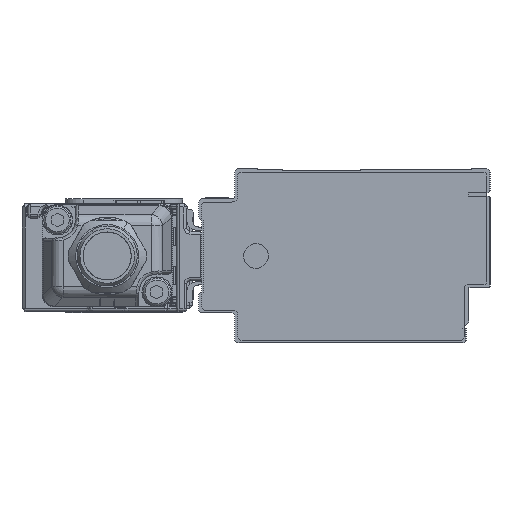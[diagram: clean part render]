
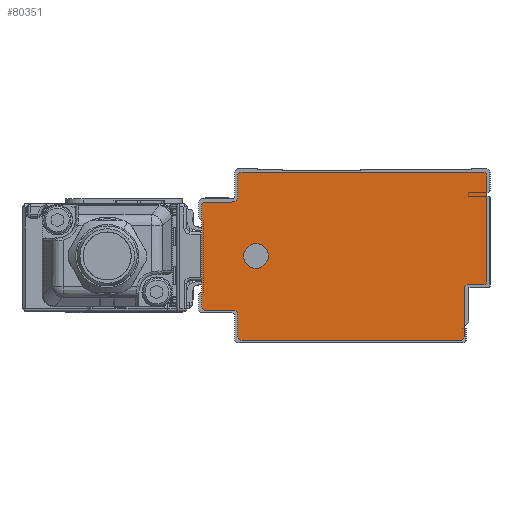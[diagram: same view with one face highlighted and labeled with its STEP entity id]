
A CAD part, left-side view. The second image highlights one B-rep face of the part: STEP entity #80351.
In plain terms, the highlighted planar face has unit normal (-1, 0, 0).
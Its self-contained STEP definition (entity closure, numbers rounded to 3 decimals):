
#78501=AXIS2_PLACEMENT_3D('Circle Axis2P3D',#78499,#78500,$) ;
#78539=AXIS2_PLACEMENT_3D('Circle Axis2P3D',#78537,#78538,$) ;
#78577=AXIS2_PLACEMENT_3D('Circle Axis2P3D',#78575,#78576,$) ;
#78615=AXIS2_PLACEMENT_3D('Circle Axis2P3D',#78613,#78614,$) ;
#80221=AXIS2_PLACEMENT_3D('Circle Axis2P3D',#80219,#80220,$) ;
#80241=AXIS2_PLACEMENT_3D('Plane Axis2P3D',#80238,#80239,#80240) ;
#80245=AXIS2_PLACEMENT_3D('Circle Axis2P3D',#80243,#80244,$) ;
#80259=AXIS2_PLACEMENT_3D('Circle Axis2P3D',#80257,#80258,$) ;
#80273=AXIS2_PLACEMENT_3D('Circle Axis2P3D',#80271,#80272,$) ;
#80287=AXIS2_PLACEMENT_3D('Circle Axis2P3D',#80285,#80286,$) ;
#80301=AXIS2_PLACEMENT_3D('Circle Axis2P3D',#80299,#80300,$) ;
#80335=AXIS2_PLACEMENT_3D('Circle Axis2P3D',#80333,#80334,$) ;
#80344=AXIS2_PLACEMENT_3D('Circle Axis2P3D',#80342,#80343,$) ;
#78457=CARTESIAN_POINT('Line Origine',(-1575.5,-3.5,19.1)) ;
#78461=CARTESIAN_POINT('Vertex',(-1575.5,-3.5,28.)) ;
#78463=CARTESIAN_POINT('Vertex',(-1575.5,-3.5,10.2)) ;
#78499=CARTESIAN_POINT('Axis2P3D Location',(-1575.5,-3.,28.)) ;
#78503=CARTESIAN_POINT('Vertex',(-1575.5,-3.,28.5)) ;
#78518=CARTESIAN_POINT('Line Origine',(-1575.5,17.25,28.5)) ;
#78522=CARTESIAN_POINT('Vertex',(-1575.5,37.5,28.5)) ;
#78537=CARTESIAN_POINT('Axis2P3D Location',(-1575.5,37.5,28.)) ;
#78541=CARTESIAN_POINT('Vertex',(-1575.5,38.,28.)) ;
#78556=CARTESIAN_POINT('Line Origine',(-1575.5,38.,26.25)) ;
#78560=CARTESIAN_POINT('Vertex',(-1575.5,38.,24.5)) ;
#78575=CARTESIAN_POINT('Axis2P3D Location',(-1575.5,39.,24.5)) ;
#78579=CARTESIAN_POINT('Vertex',(-1575.5,39.,23.5)) ;
#78594=CARTESIAN_POINT('Line Origine',(-1575.5,41.25,23.5)) ;
#78598=CARTESIAN_POINT('Vertex',(-1575.5,43.5,23.5)) ;
#78613=CARTESIAN_POINT('Axis2P3D Location',(-1575.5,43.5,23.)) ;
#78617=CARTESIAN_POINT('Vertex',(-1575.5,44.,23.)) ;
#78632=CARTESIAN_POINT('Line Origine',(-1575.5,44.,14.5)) ;
#78636=CARTESIAN_POINT('Vertex',(-1575.5,44.,6.)) ;
#80219=CARTESIAN_POINT('Axis2P3D Location',(-1575.5,-3.,10.2)) ;
#80223=CARTESIAN_POINT('Vertex',(-1575.5,-3.,9.7)) ;
#80238=CARTESIAN_POINT('Axis2P3D Location',(-1575.5,0.,0.)) ;
#80243=CARTESIAN_POINT('Axis2P3D Location',(-1575.5,43.5,6.)) ;
#80247=CARTESIAN_POINT('Vertex',(-1575.5,43.5,5.5)) ;
#80250=CARTESIAN_POINT('Line Origine',(-1575.5,41.25,5.5)) ;
#80254=CARTESIAN_POINT('Vertex',(-1575.5,39.,5.5)) ;
#80257=CARTESIAN_POINT('Axis2P3D Location',(-1575.5,39.,4.5)) ;
#80261=CARTESIAN_POINT('Vertex',(-1575.5,38.,4.5)) ;
#80264=CARTESIAN_POINT('Line Origine',(-1575.5,38.,2.75)) ;
#80268=CARTESIAN_POINT('Vertex',(-1575.5,38.,1.)) ;
#80271=CARTESIAN_POINT('Axis2P3D Location',(-1575.5,37.5,1.)) ;
#80275=CARTESIAN_POINT('Vertex',(-1575.5,37.5,0.5)) ;
#80278=CARTESIAN_POINT('Line Origine',(-1575.5,19.15,0.5)) ;
#80282=CARTESIAN_POINT('Vertex',(-1575.5,0.8,0.5)) ;
#80285=CARTESIAN_POINT('Axis2P3D Location',(-1575.5,0.8,1.)) ;
#80289=CARTESIAN_POINT('Vertex',(-1575.5,0.3,1.)) ;
#80292=CARTESIAN_POINT('Line Origine',(-1575.5,0.3,5.1)) ;
#80296=CARTESIAN_POINT('Vertex',(-1575.5,0.3,9.2)) ;
#80299=CARTESIAN_POINT('Axis2P3D Location',(-1575.5,-0.2,9.2)) ;
#80303=CARTESIAN_POINT('Vertex',(-1575.5,-0.2,9.7)) ;
#80306=CARTESIAN_POINT('Line Origine',(-1575.5,-1.6,9.7)) ;
#80333=CARTESIAN_POINT('Axis2P3D Location',(-1575.5,35.,14.5)) ;
#80337=CARTESIAN_POINT('Vertex',(-1575.5,33.186,13.509)) ;
#80339=CARTESIAN_POINT('Vertex',(-1575.5,36.814,15.491)) ;
#80342=CARTESIAN_POINT('Axis2P3D Location',(-1575.5,35.,14.5)) ;
#78458=DIRECTION('Vector Direction',(0.,0.,-1.)) ;
#78500=DIRECTION('Axis2P3D Direction',(1.,0.,0.)) ;
#78519=DIRECTION('Vector Direction',(0.,1.,0.)) ;
#78538=DIRECTION('Axis2P3D Direction',(1.,0.,0.)) ;
#78557=DIRECTION('Vector Direction',(0.,0.,1.)) ;
#78576=DIRECTION('Axis2P3D Direction',(1.,0.,0.)) ;
#78595=DIRECTION('Vector Direction',(0.,1.,0.)) ;
#78614=DIRECTION('Axis2P3D Direction',(1.,0.,0.)) ;
#78633=DIRECTION('Vector Direction',(0.,0.,1.)) ;
#80220=DIRECTION('Axis2P3D Direction',(1.,0.,0.)) ;
#80239=DIRECTION('Axis2P3D Direction',(1.,0.,0.)) ;
#80240=DIRECTION('Axis2P3D XDirection',(0.,1.,0.)) ;
#80244=DIRECTION('Axis2P3D Direction',(1.,0.,0.)) ;
#80251=DIRECTION('Vector Direction',(0.,-1.,0.)) ;
#80258=DIRECTION('Axis2P3D Direction',(1.,0.,0.)) ;
#80265=DIRECTION('Vector Direction',(0.,0.,1.)) ;
#80272=DIRECTION('Axis2P3D Direction',(1.,0.,0.)) ;
#80279=DIRECTION('Vector Direction',(0.,-1.,0.)) ;
#80286=DIRECTION('Axis2P3D Direction',(1.,0.,0.)) ;
#80293=DIRECTION('Vector Direction',(0.,0.,-1.)) ;
#80300=DIRECTION('Axis2P3D Direction',(1.,0.,0.)) ;
#80307=DIRECTION('Vector Direction',(0.,1.,0.)) ;
#80334=DIRECTION('Axis2P3D Direction',(1.,0.,0.)) ;
#80343=DIRECTION('Axis2P3D Direction',(1.,0.,0.)) ;
#78459=VECTOR('Line Direction',#78458,1.) ;
#78520=VECTOR('Line Direction',#78519,1.) ;
#78558=VECTOR('Line Direction',#78557,1.) ;
#78596=VECTOR('Line Direction',#78595,1.) ;
#78634=VECTOR('Line Direction',#78633,1.) ;
#80252=VECTOR('Line Direction',#80251,1.) ;
#80266=VECTOR('Line Direction',#80265,1.) ;
#80280=VECTOR('Line Direction',#80279,1.) ;
#80294=VECTOR('Line Direction',#80293,1.) ;
#80308=VECTOR('Line Direction',#80307,1.) ;
#80312=ORIENTED_EDGE('',*,*,#78524,.F.) ;
#80313=ORIENTED_EDGE('',*,*,#78543,.F.) ;
#80314=ORIENTED_EDGE('',*,*,#78562,.F.) ;
#80315=ORIENTED_EDGE('',*,*,#78581,.F.) ;
#80316=ORIENTED_EDGE('',*,*,#78600,.F.) ;
#80317=ORIENTED_EDGE('',*,*,#78619,.F.) ;
#80318=ORIENTED_EDGE('',*,*,#78638,.F.) ;
#80319=ORIENTED_EDGE('',*,*,#80249,.F.) ;
#80320=ORIENTED_EDGE('',*,*,#80256,.F.) ;
#80321=ORIENTED_EDGE('',*,*,#80263,.F.) ;
#80322=ORIENTED_EDGE('',*,*,#80270,.F.) ;
#80323=ORIENTED_EDGE('',*,*,#80277,.F.) ;
#80324=ORIENTED_EDGE('',*,*,#80284,.F.) ;
#80325=ORIENTED_EDGE('',*,*,#80291,.F.) ;
#80326=ORIENTED_EDGE('',*,*,#80298,.F.) ;
#80327=ORIENTED_EDGE('',*,*,#80305,.F.) ;
#80328=ORIENTED_EDGE('',*,*,#80310,.F.) ;
#80329=ORIENTED_EDGE('',*,*,#80225,.F.) ;
#80330=ORIENTED_EDGE('',*,*,#78465,.F.) ;
#80331=ORIENTED_EDGE('',*,*,#78505,.F.) ;
#80348=ORIENTED_EDGE('',*,*,#80341,.T.) ;
#80349=ORIENTED_EDGE('',*,*,#80346,.T.) ;
#80350=FACE_BOUND('',#80347,.T.) ;
#80351=ADVANCED_FACE('\X2\FF8EFF9EFF83FF9EFF68FF70\X0\.2',(#80332,#80350),#80242,.F.) ;
#78502=CIRCLE('generated circle',#78501,0.5) ;
#78540=CIRCLE('generated circle',#78539,0.5) ;
#78578=CIRCLE('generated circle',#78577,1.) ;
#78616=CIRCLE('generated circle',#78615,0.5) ;
#80222=CIRCLE('generated circle',#80221,0.5) ;
#80246=CIRCLE('generated circle',#80245,0.5) ;
#80260=CIRCLE('generated circle',#80259,1.) ;
#80274=CIRCLE('generated circle',#80273,0.5) ;
#80288=CIRCLE('generated circle',#80287,0.5) ;
#80302=CIRCLE('generated circle',#80301,0.5) ;
#80336=CIRCLE('generated circle',#80335,2.067) ;
#80345=CIRCLE('generated circle',#80344,2.067) ;
#78465=EDGE_CURVE('',#78462,#78464,#78460,.T.) ;
#78505=EDGE_CURVE('',#78504,#78462,#78502,.T.) ;
#78524=EDGE_CURVE('',#78523,#78504,#78521,.F.) ;
#78543=EDGE_CURVE('',#78542,#78523,#78540,.T.) ;
#78562=EDGE_CURVE('',#78561,#78542,#78559,.T.) ;
#78581=EDGE_CURVE('',#78580,#78561,#78578,.F.) ;
#78600=EDGE_CURVE('',#78599,#78580,#78597,.F.) ;
#78619=EDGE_CURVE('',#78618,#78599,#78616,.T.) ;
#78638=EDGE_CURVE('',#78637,#78618,#78635,.T.) ;
#80225=EDGE_CURVE('',#78464,#80224,#80222,.T.) ;
#80249=EDGE_CURVE('',#80248,#78637,#80246,.T.) ;
#80256=EDGE_CURVE('',#80255,#80248,#80253,.F.) ;
#80263=EDGE_CURVE('',#80262,#80255,#80260,.F.) ;
#80270=EDGE_CURVE('',#80269,#80262,#80267,.T.) ;
#80277=EDGE_CURVE('',#80276,#80269,#80274,.T.) ;
#80284=EDGE_CURVE('',#80283,#80276,#80281,.F.) ;
#80291=EDGE_CURVE('',#80290,#80283,#80288,.T.) ;
#80298=EDGE_CURVE('',#80297,#80290,#80295,.T.) ;
#80305=EDGE_CURVE('',#80304,#80297,#80302,.F.) ;
#80310=EDGE_CURVE('',#80224,#80304,#80309,.T.) ;
#80341=EDGE_CURVE('',#80338,#80340,#80336,.T.) ;
#80346=EDGE_CURVE('',#80340,#80338,#80345,.T.) ;
#80311=EDGE_LOOP('',(#80312,#80313,#80314,#80315,#80316,#80317,#80318,#80319,#80320,#80321,#80322,#80323,#80324,#80325,#80326,#80327,#80328,#80329,#80330,#80331)) ;
#80347=EDGE_LOOP('',(#80348,#80349)) ;
#80332=FACE_OUTER_BOUND('',#80311,.T.) ;
#78460=LINE('Line',#78457,#78459) ;
#78521=LINE('Line',#78518,#78520) ;
#78559=LINE('Line',#78556,#78558) ;
#78597=LINE('Line',#78594,#78596) ;
#78635=LINE('Line',#78632,#78634) ;
#80253=LINE('Line',#80250,#80252) ;
#80267=LINE('Line',#80264,#80266) ;
#80281=LINE('Line',#80278,#80280) ;
#80295=LINE('Line',#80292,#80294) ;
#80309=LINE('Line',#80306,#80308) ;
#80242=PLANE('Plane',#80241) ;
#78462=VERTEX_POINT('',#78461) ;
#78464=VERTEX_POINT('',#78463) ;
#78504=VERTEX_POINT('',#78503) ;
#78523=VERTEX_POINT('',#78522) ;
#78542=VERTEX_POINT('',#78541) ;
#78561=VERTEX_POINT('',#78560) ;
#78580=VERTEX_POINT('',#78579) ;
#78599=VERTEX_POINT('',#78598) ;
#78618=VERTEX_POINT('',#78617) ;
#78637=VERTEX_POINT('',#78636) ;
#80224=VERTEX_POINT('',#80223) ;
#80248=VERTEX_POINT('',#80247) ;
#80255=VERTEX_POINT('',#80254) ;
#80262=VERTEX_POINT('',#80261) ;
#80269=VERTEX_POINT('',#80268) ;
#80276=VERTEX_POINT('',#80275) ;
#80283=VERTEX_POINT('',#80282) ;
#80290=VERTEX_POINT('',#80289) ;
#80297=VERTEX_POINT('',#80296) ;
#80304=VERTEX_POINT('',#80303) ;
#80338=VERTEX_POINT('',#80337) ;
#80340=VERTEX_POINT('',#80339) ;
